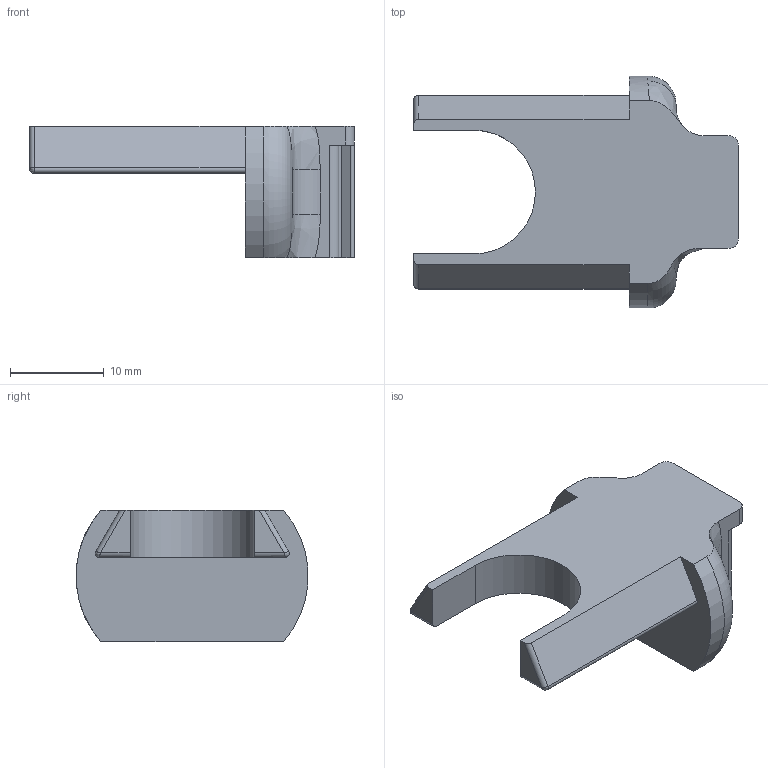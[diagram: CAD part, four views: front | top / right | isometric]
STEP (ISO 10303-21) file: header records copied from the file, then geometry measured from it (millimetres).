
FILE_DESCRIPTION(('CATIA V5 STEP'),'2;1');
FILE_NAME('UpperPart.stp','2025-04-17T10:27:42+00:00',('none'),('none'),'CATIA Version 5-6 Release 2016 SP6','CATIA V5 STEP AP203','none');
FILE_SCHEMA(('CONFIG_CONTROL_DESIGN'));
Length unit declared in the file: millimetre
Products named in the file (1): Upper Part
Bounding box: 34.65 x 24.73 x 14 mm (x, y, z)
Volume: 3933.8 mm3; surface area: 2142.4 mm2
Topology: 1 solids, 1 shells, 52 faces, 140 edges, 87 vertices
Faces by surface type: plane 21, cylinder 19, bspline 6, cone 4, torus 2
Entity records: 2314 total; most frequent: CARTESIAN_POINT 1091, ORIENTED_EDGE 272, DIRECTION 190, EDGE_CURVE 136, VERTEX_POINT 87, AXIS2_PLACEMENT_3D 76, VECTOR 76, LINE 76
